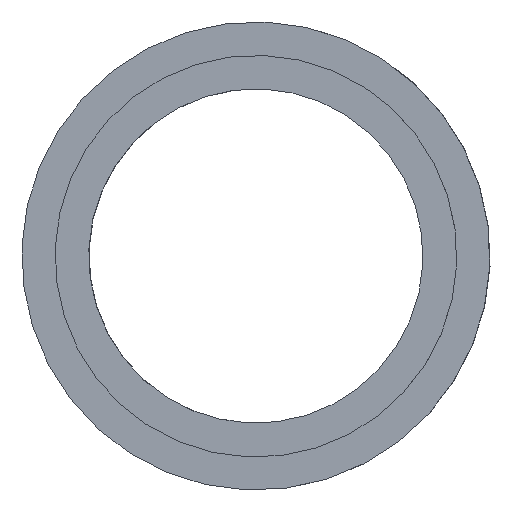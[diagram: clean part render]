
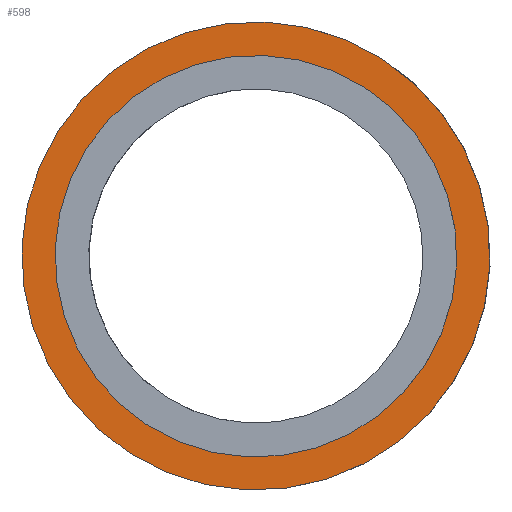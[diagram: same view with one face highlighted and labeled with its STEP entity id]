
A CAD part, front view. The second image highlights one B-rep face of the part: STEP entity #598.
In plain terms, the highlighted face is planar.
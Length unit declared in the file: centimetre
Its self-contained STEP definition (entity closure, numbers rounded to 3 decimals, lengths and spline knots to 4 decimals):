
#12 = DIRECTION ( 'NONE',  ( 0., 0., -1. ) ) ;
#16 = DIRECTION ( 'NONE',  ( 0., -1., 0. ) ) ;
#18 = CARTESIAN_POINT ( 'NONE',  ( 0.001, 206.4212, -2.2178 ) ) ;
#39 = CARTESIAN_POINT ( 'NONE',  ( 0.001, 206.4212, 0.0022 ) ) ;
#67 = CARTESIAN_POINT ( 'NONE',  ( 0.001, 206.4212, 2.2223 ) ) ;
#96 = DIRECTION ( 'NONE',  ( 0., -1., 0. ) ) ;
#111 = ORIENTED_EDGE ( 'NONE', *, *, #431, .T. ) ;
#120 = FACE_OUTER_BOUND ( 'NONE', #617, .T. ) ;
#148 = CIRCLE ( 'NONE', #478, 1.905 ) ;
#154 = DIRECTION ( 'NONE',  ( 0., 1., 0. ) ) ;
#171 = FACE_BOUND ( 'NONE', #534, .T. ) ;
#192 = EDGE_CURVE ( 'NONE', #463, #569, #609, .T. ) ;
#195 = PLANE ( 'NONE',  #426 ) ;
#213 = EDGE_CURVE ( 'NONE', #360, #613, #584, .T. ) ;
#243 = DIRECTION ( 'NONE',  ( 0., -1., 0. ) ) ;
#279 = ORIENTED_EDGE ( 'NONE', *, *, #192, .F. ) ;
#296 = EDGE_CURVE ( 'NONE', #569, #463, #561, .T. ) ;
#316 = AXIS2_PLACEMENT_3D ( 'NONE', #39, #243, #543 ) ;
#327 = AXIS2_PLACEMENT_3D ( 'NONE', #539, #546, #395 ) ;
#360 = VERTEX_POINT ( 'NONE', #563 ) ;
#387 = CARTESIAN_POINT ( 'NONE',  ( 0., 206.4212, 0. ) ) ;
#395 = DIRECTION ( 'NONE',  ( 0., 0., -1. ) ) ;
#399 = CARTESIAN_POINT ( 'NONE',  ( 1.905, 206.4212, 0. ) ) ;
#401 = CARTESIAN_POINT ( 'NONE',  ( 0., 206.4212, 0. ) ) ;
#426 = AXIS2_PLACEMENT_3D ( 'NONE', #504, #154, #551 ) ;
#431 = EDGE_CURVE ( 'NONE', #613, #360, #148, .T. ) ;
#463 = VERTEX_POINT ( 'NONE', #67 ) ;
#476 = ORIENTED_EDGE ( 'NONE', *, *, #296, .F. ) ;
#478 = AXIS2_PLACEMENT_3D ( 'NONE', #401, #16, #12 ) ;
#504 = CARTESIAN_POINT ( 'NONE',  ( 0., 206.4212, 0. ) ) ;
#519 = AXIS2_PLACEMENT_3D ( 'NONE', #387, #96, #591 ) ;
#534 = EDGE_LOOP ( 'NONE', ( #631, #111 ) ) ;
#539 = CARTESIAN_POINT ( 'NONE',  ( 0.001, 206.4212, 0.0022 ) ) ;
#543 = DIRECTION ( 'NONE',  ( 0., 0., -1. ) ) ;
#546 = DIRECTION ( 'NONE',  ( 0., -1., 0. ) ) ;
#551 = DIRECTION ( 'NONE',  ( 0., 0., -1. ) ) ;
#561 = CIRCLE ( 'NONE', #316, 2.22 ) ;
#563 = CARTESIAN_POINT ( 'NONE',  ( -1.905, 206.4212, 0. ) ) ;
#569 = VERTEX_POINT ( 'NONE', #18 ) ;
#584 = CIRCLE ( 'NONE', #519, 1.905 ) ;
#591 = DIRECTION ( 'NONE',  ( 0., 0., -1. ) ) ;
#598 = ADVANCED_FACE ( 'NONE', ( #171, #120 ), #195, .T. ) ;
#609 = CIRCLE ( 'NONE', #327, 2.22 ) ;
#613 = VERTEX_POINT ( 'NONE', #399 ) ;
#617 = EDGE_LOOP ( 'NONE', ( #476, #279 ) ) ;
#631 = ORIENTED_EDGE ( 'NONE', *, *, #213, .T. ) ;
